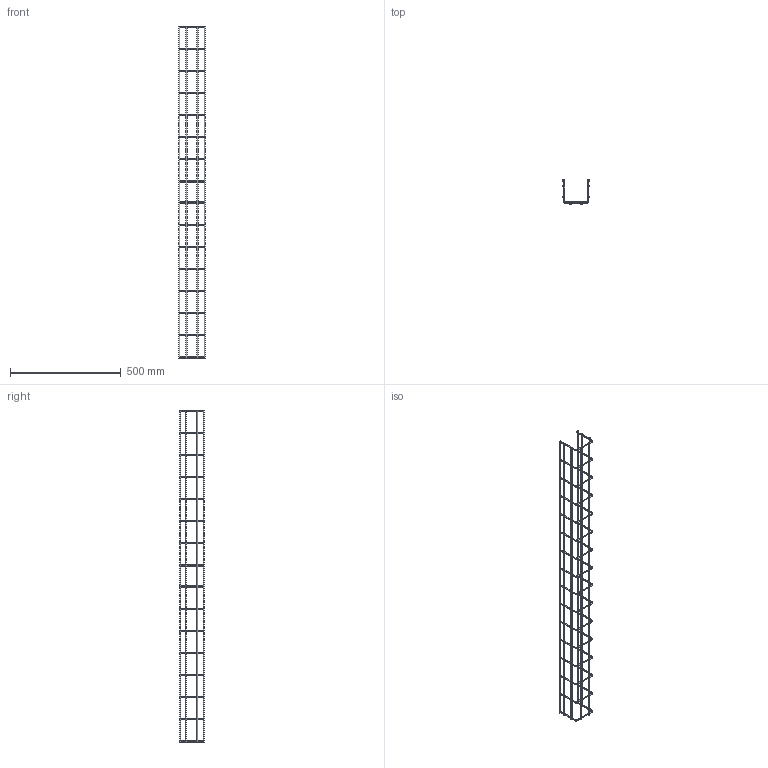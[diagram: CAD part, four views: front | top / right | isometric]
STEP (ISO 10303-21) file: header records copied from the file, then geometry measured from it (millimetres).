
FILE_DESCRIPTION (( 'STEP AP214' ), '1' );
FILE_NAME ('00406771_3D.STEP', '2022-02-09T15:54:29', ( '' ), ( '' ), 'SwSTEP 2.0', 'SolidWorks 2021', '' );
FILE_SCHEMA (( 'AUTOMOTIVE_DESIGN' ));
Length unit declared in the file: millimetre
Products named in the file (3): Length^00406771; Cross piece^00406771; 00406771_3D
Assembly tree (24 placements, depth 2):
  00406771_3D
    Cross piece^00406771  x16
    Length^00406771  x8
Bounding box: 120 x 110 x 1500 mm (x, y, z)
Volume: 331088.6 mm3; surface area: 265853.8 mm2
Topology: 24 solids, 24 shells, 224 faces, 432 edges, 256 vertices
Faces by surface type: cylinder 112, torus 64, plane 48
Entity records: 690 total; most frequent: DIRECTION 130, CARTESIAN_POINT 103, AXIS2_PLACEMENT_3D 61, ORIENTED_EDGE 60, EDGE_CURVE 30, PRODUCT_DEFINITION_SHAPE 27, ITEM_DEFINED_TRANSFORMATION 24, CONTEXT_DEPENDENT_SHAPE_REPRESENTATION 24
